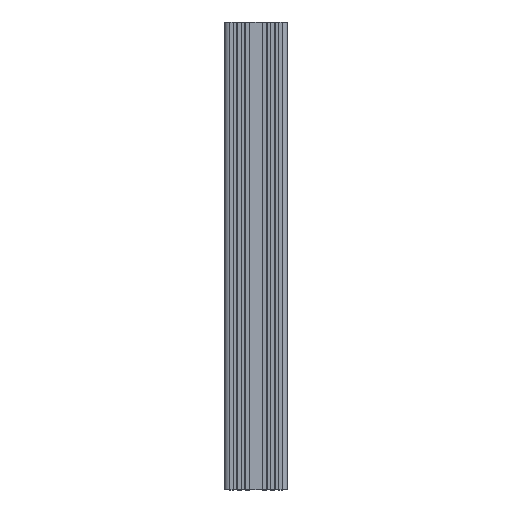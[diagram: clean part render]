
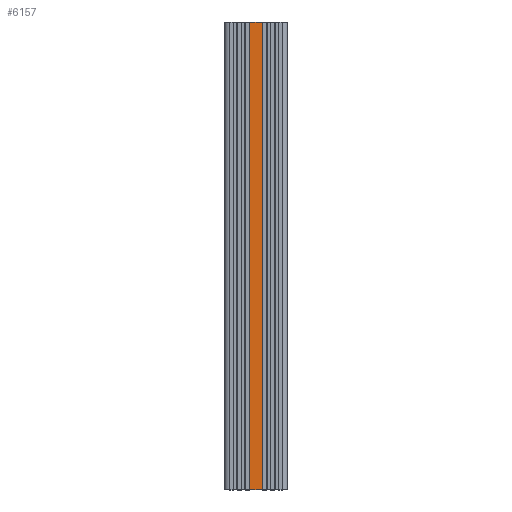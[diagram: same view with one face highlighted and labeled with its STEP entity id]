
A CAD part, top view. The second image highlights one B-rep face of the part: STEP entity #6157.
In plain terms, the highlighted face is planar.
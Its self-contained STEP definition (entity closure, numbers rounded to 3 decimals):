
#184 = CARTESIAN_POINT ( 'NONE',  ( -5.343, 8.5, -300. ) ) ;
#186 = CARTESIAN_POINT ( 'NONE',  ( 5.343, 8.5, 0. ) ) ;
#189 = CARTESIAN_POINT ( 'NONE',  ( 5.343, 8.5, -300. ) ) ;
#215 = CARTESIAN_POINT ( 'NONE',  ( -5.343, 8.5, 0. ) ) ;
#874 = DIRECTION ( 'NONE',  ( -1., 0., 0. ) ) ;
#875 = LINE ( 'NONE', #877, #5232 ) ;
#877 = CARTESIAN_POINT ( 'NONE',  ( 5.343, 8.5, 0. ) ) ;
#897 = CARTESIAN_POINT ( 'NONE',  ( 5.343, 8.5, -300. ) ) ;
#898 = DIRECTION ( 'NONE',  ( 0., 0., 1. ) ) ;
#903 = LINE ( 'NONE', #897, #5241 ) ;
#909 = LINE ( 'NONE', #917, #5273 ) ;
#917 = CARTESIAN_POINT ( 'NONE',  ( 5.343, 8.5, -300. ) ) ;
#920 = DIRECTION ( 'NONE',  ( -1., 0., 0. ) ) ;
#1380 = ORIENTED_EDGE ( 'NONE', *, *, #6372, .F. ) ;
#1414 = ORIENTED_EDGE ( 'NONE', *, *, #6380, .F. ) ;
#1450 = ORIENTED_EDGE ( 'NONE', *, *, #6440, .T. ) ;
#1482 = ORIENTED_EDGE ( 'NONE', *, *, #6386, .T. ) ;
#2029 = FACE_OUTER_BOUND ( 'NONE', #4384, .T. ) ;
#2030 = CARTESIAN_POINT ( 'NONE',  ( 5.343, 8.5, -300. ) ) ;
#2031 = DIRECTION ( 'NONE',  ( -1., 0., 0. ) ) ;
#2033 = DIRECTION ( 'NONE',  ( 0., 1., 0. ) ) ;
#2038 = PLANE ( 'NONE',  #5764 ) ;
#2346 = VERTEX_POINT ( 'NONE', #184 ) ;
#2350 = VERTEX_POINT ( 'NONE', #186 ) ;
#2353 = VERTEX_POINT ( 'NONE', #189 ) ;
#2385 = VERTEX_POINT ( 'NONE', #215 ) ;
#4384 = EDGE_LOOP ( 'NONE', ( #1380, #1414, #1482, #1450 ) ) ;
#5232 = VECTOR ( 'NONE', #874, 1000. ) ;
#5241 = VECTOR ( 'NONE', #898, 1000. ) ;
#5273 = VECTOR ( 'NONE', #920, 1000. ) ;
#5334 = VECTOR ( 'NONE', #7304, 1000. ) ;
#5764 = AXIS2_PLACEMENT_3D ( 'NONE', #2030, #2033, #2031 ) ;
#6157 = ADVANCED_FACE ( 'NONE', ( #2029 ), #2038, .T. ) ;
#6372 = EDGE_CURVE ( 'NONE', #2350, #2385, #875, .T. ) ;
#6380 = EDGE_CURVE ( 'NONE', #2353, #2350, #903, .T. ) ;
#6386 = EDGE_CURVE ( 'NONE', #2353, #2346, #909, .T. ) ;
#6440 = EDGE_CURVE ( 'NONE', #2346, #2385, #7303, .T. ) ;
#7283 = CARTESIAN_POINT ( 'NONE',  ( -5.343, 8.5, -300. ) ) ;
#7303 = LINE ( 'NONE', #7283, #5334 ) ;
#7304 = DIRECTION ( 'NONE',  ( 0., 0., 1. ) ) ;
